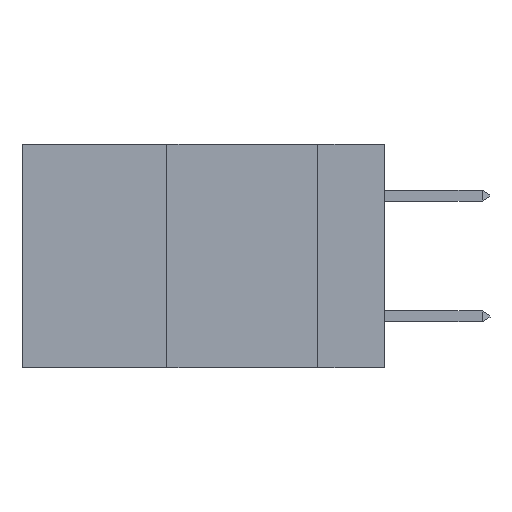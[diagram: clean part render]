
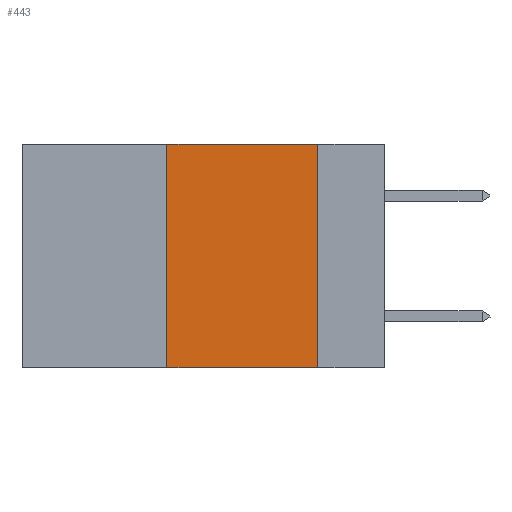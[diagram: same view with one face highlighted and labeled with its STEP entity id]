
A CAD part, left-side view. The second image highlights one B-rep face of the part: STEP entity #443.
In plain terms, the highlighted planar face has unit normal (-1, 0, 0).
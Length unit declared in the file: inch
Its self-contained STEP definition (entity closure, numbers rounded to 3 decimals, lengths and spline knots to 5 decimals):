
#372 = DIRECTION ( 'NONE',  ( 0., 0., -1. ) ) ;
#443 = ADVANCED_FACE ( 'NONE', ( #11738 ), #15173, .F. ) ;
#1018 = ORIENTED_EDGE ( 'NONE', *, *, #6375, .T. ) ;
#1881 = CARTESIAN_POINT ( 'NONE',  ( 0., 0.11, 0. ) ) ;
#3496 = LINE ( 'NONE', #9751, #6912 ) ;
#4227 = CARTESIAN_POINT ( 'NONE',  ( 0., 0.36, 0. ) ) ;
#5741 = LINE ( 'NONE', #4227, #11968 ) ;
#5945 = VERTEX_POINT ( 'NONE', #11192 ) ;
#6021 = LINE ( 'NONE', #1881, #12638 ) ;
#6375 = EDGE_CURVE ( 'NONE', #16583, #5945, #13472, .T. ) ;
#6426 = DIRECTION ( 'NONE',  ( 0., -1., 0. ) ) ;
#6515 = ORIENTED_EDGE ( 'NONE', *, *, #15051, .F. ) ;
#6875 = DIRECTION ( 'NONE',  ( 0., -1., 0. ) ) ;
#6912 = VECTOR ( 'NONE', #6875, 39.37008 ) ;
#7310 = CARTESIAN_POINT ( 'NONE',  ( 0., 0.36, -0.37 ) ) ;
#7913 = AXIS2_PLACEMENT_3D ( 'NONE', #15115, #15060, #14928 ) ;
#9313 = CARTESIAN_POINT ( 'NONE',  ( 0., 0.6, -0.37 ) ) ;
#9593 = EDGE_LOOP ( 'NONE', ( #10760, #6515, #17194, #1018 ) ) ;
#9751 = CARTESIAN_POINT ( 'NONE',  ( 0., 0.6, 0. ) ) ;
#10074 = EDGE_CURVE ( 'NONE', #16583, #11473, #5741, .T. ) ;
#10609 = CARTESIAN_POINT ( 'NONE',  ( 0., 0.36, 0. ) ) ;
#10760 = ORIENTED_EDGE ( 'NONE', *, *, #14736, .F. ) ;
#11192 = CARTESIAN_POINT ( 'NONE',  ( 0., 0.11, -0.37 ) ) ;
#11473 = VERTEX_POINT ( 'NONE', #10609 ) ;
#11738 = FACE_OUTER_BOUND ( 'NONE', #9593, .T. ) ;
#11968 = VECTOR ( 'NONE', #12716, 39.37008 ) ;
#12638 = VECTOR ( 'NONE', #372, 39.37008 ) ;
#12716 = DIRECTION ( 'NONE',  ( 0., 0., 1. ) ) ;
#13472 = LINE ( 'NONE', #9313, #16579 ) ;
#13984 = CARTESIAN_POINT ( 'NONE',  ( 0., 0.11, 0. ) ) ;
#14736 = EDGE_CURVE ( 'NONE', #17550, #5945, #6021, .T. ) ;
#14928 = DIRECTION ( 'NONE',  ( 0., 0., -1. ) ) ;
#15051 = EDGE_CURVE ( 'NONE', #11473, #17550, #3496, .T. ) ;
#15060 = DIRECTION ( 'NONE',  ( 1., 0., 0. ) ) ;
#15115 = CARTESIAN_POINT ( 'NONE',  ( 0., 0.6, 0. ) ) ;
#15173 = PLANE ( 'NONE',  #7913 ) ;
#16579 = VECTOR ( 'NONE', #6426, 39.37008 ) ;
#16583 = VERTEX_POINT ( 'NONE', #7310 ) ;
#17194 = ORIENTED_EDGE ( 'NONE', *, *, #10074, .F. ) ;
#17550 = VERTEX_POINT ( 'NONE', #13984 ) ;
